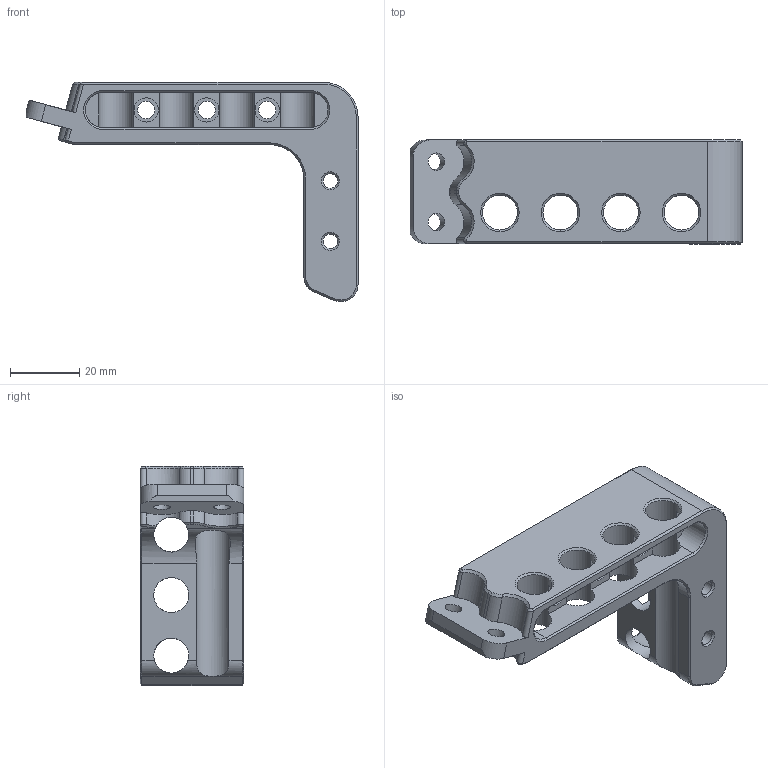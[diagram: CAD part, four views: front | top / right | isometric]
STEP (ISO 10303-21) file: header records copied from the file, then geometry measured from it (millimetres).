
FILE_DESCRIPTION(('STEP AP242'), '1');
FILE_NAME('PL001KK500L2', '', ('UNSPECIFIED'), ('UNSPECIFIED'), 'C3D Converter', 'C3D Toolkit', '');
FILE_SCHEMA(('AP242_MANAGED_MODEL_BASED_3D_ENGINEERING_MIM_LF { 1 0 10303 442 1 1 4 }'));
Length unit declared in the file: millimetre
Bounding box: 96 x 30 x 63.44 mm (x, y, z)
Volume: 44025.7 mm3; surface area: 18138.7 mm2
Topology: 1 solids, 1 shells, 135 faces, 351 edges, 217 vertices
Faces by surface type: plane 56, cylinder 45, cone 27, bspline 7
Full cylindrical faces by diameter (mm): 4.2 x2, 5 x5, 7 x5, 10 x3, 10.1 x7
Entity records: 6853 total; most frequent: CARTESIAN_POINT 2490, DIRECTION 659, ORIENTED_EDGE 642, EDGE_CURVE 321, AXIS2_PLACEMENT_3D 252, VERTEX_POINT 217, EDGE_LOOP 206, LINE 155
